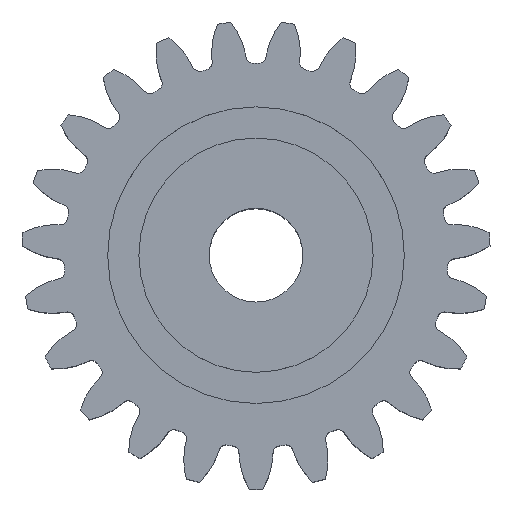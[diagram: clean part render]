
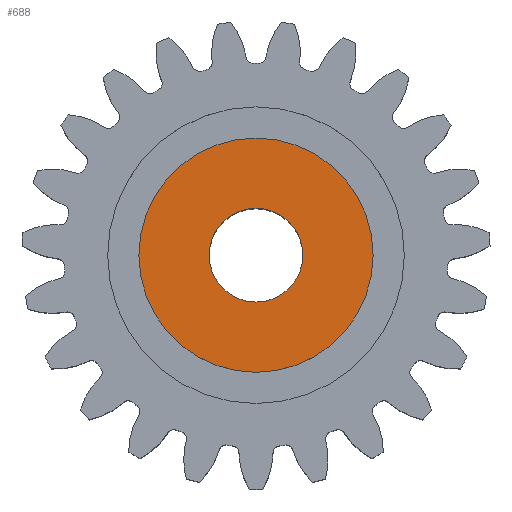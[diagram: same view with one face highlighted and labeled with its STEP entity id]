
A CAD part, top view. The second image highlights one B-rep face of the part: STEP entity #688.
In plain terms, the highlighted planar face has unit normal (0, 0, 1).
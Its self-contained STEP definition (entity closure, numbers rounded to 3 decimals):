
#687 = EDGE_CURVE ( 'NONE', #1499, #1492, #3397, .T. ) ;
#688 = ADVANCED_FACE ( 'NONE', ( #3375, #3376 ), #3317, .T. ) ;
#695 = ORIENTED_EDGE ( 'NONE', *, *, #1540, .T. ) ;
#696 = ORIENTED_EDGE ( 'NONE', *, *, #687, .T. ) ;
#698 = ORIENTED_EDGE ( 'NONE', *, *, #1495, .F. ) ;
#699 = EDGE_CURVE ( 'NONE', #1504, #1544, #3569, .T. ) ;
#700 = ORIENTED_EDGE ( 'NONE', *, *, #699, .F. ) ;
#702 = EDGE_LOOP ( 'NONE', ( #700, #698 ) ) ;
#708 = EDGE_LOOP ( 'NONE', ( #696, #695 ) ) ;
#1492 = VERTEX_POINT ( 'NONE', #4460 ) ;
#1495 = EDGE_CURVE ( 'NONE', #1544, #1504, #4456, .T. ) ;
#1499 = VERTEX_POINT ( 'NONE', #4544 ) ;
#1504 = VERTEX_POINT ( 'NONE', #4530 ) ;
#1540 = EDGE_CURVE ( 'NONE', #1492, #1499, #4614, .T. ) ;
#1544 = VERTEX_POINT ( 'NONE', #4609 ) ;
#3317 = PLANE ( 'NONE',  #3343 ) ;
#3326 = DIRECTION ( 'NONE',  ( 1., 0., 0. ) ) ;
#3336 = CARTESIAN_POINT ( 'NONE',  ( 0., 0., 10. ) ) ;
#3337 = DIRECTION ( 'NONE',  ( 0., 0., 1. ) ) ;
#3343 = AXIS2_PLACEMENT_3D ( 'NONE', #3336, #3337, #3326 ) ;
#3366 = DIRECTION ( 'NONE',  ( 1., 0., 0. ) ) ;
#3367 = DIRECTION ( 'NONE',  ( 0., 0., 1. ) ) ;
#3375 = FACE_BOUND ( 'NONE', #702, .T. ) ;
#3376 = FACE_OUTER_BOUND ( 'NONE', #708, .T. ) ;
#3378 = AXIS2_PLACEMENT_3D ( 'NONE', #3382, #3367, #3366 ) ;
#3382 = CARTESIAN_POINT ( 'NONE',  ( 0., 0., 10. ) ) ;
#3397 = CIRCLE ( 'NONE', #3378, 7.5 ) ;
#3477 = DIRECTION ( 'NONE',  ( 0., 0., 1. ) ) ;
#3480 = AXIS2_PLACEMENT_3D ( 'NONE', #3619, #3477, #3570 ) ;
#3569 = CIRCLE ( 'NONE', #3480, 3. ) ;
#3570 = DIRECTION ( 'NONE',  ( 1., 0., 0. ) ) ;
#3619 = CARTESIAN_POINT ( 'NONE',  ( 0., 0., 10. ) ) ;
#4456 = CIRCLE ( 'NONE', #4484, 3. ) ;
#4458 = CARTESIAN_POINT ( 'NONE',  ( 0., 0., 10. ) ) ;
#4460 = CARTESIAN_POINT ( 'NONE',  ( 7.5, 0., 10. ) ) ;
#4472 = DIRECTION ( 'NONE',  ( 0., 0., 1. ) ) ;
#4483 = DIRECTION ( 'NONE',  ( 1., 0., 0. ) ) ;
#4484 = AXIS2_PLACEMENT_3D ( 'NONE', #4458, #4472, #4483 ) ;
#4530 = CARTESIAN_POINT ( 'NONE',  ( 3., 0., 10. ) ) ;
#4544 = CARTESIAN_POINT ( 'NONE',  ( -7.5, 0., 10. ) ) ;
#4608 = CARTESIAN_POINT ( 'NONE',  ( 0., 0., 10. ) ) ;
#4609 = CARTESIAN_POINT ( 'NONE',  ( -3., 0., 10. ) ) ;
#4613 = AXIS2_PLACEMENT_3D ( 'NONE', #4608, #4631, #4630 ) ;
#4614 = CIRCLE ( 'NONE', #4613, 7.5 ) ;
#4630 = DIRECTION ( 'NONE',  ( 1., 0., 0. ) ) ;
#4631 = DIRECTION ( 'NONE',  ( 0., 0., 1. ) ) ;
